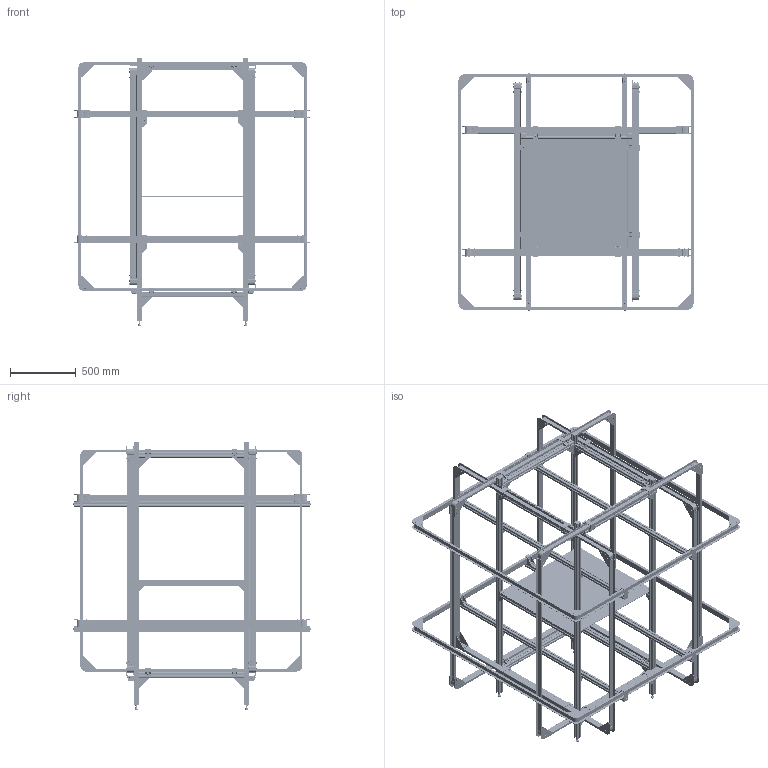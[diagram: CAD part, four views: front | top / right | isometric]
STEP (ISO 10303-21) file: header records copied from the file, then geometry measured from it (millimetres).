
FILE_DESCRIPTION(('HOOPS Exchange Step'),'2;1');
FILE_NAME('export-49B0D754-8AC3-4C7B-A584-61B7E4C72A3C.stp','2022-05-17T23:21:11+03:00',('othaa'),('Alibre'),'HOOPS Exchange 2020.1','Alibre','Unknown authorisation');
FILE_SCHEMA( ('AP242_MANAGED_MODEL_BASED_3D_ENGINEERING_MIM_LF {1 0 10303 442 1 1 4 }') );
Length unit declared in the file: millimetre
Products named in the file (37): profile vertical supports; Double profile (inner coil); Double profile (center coil); profile (center coil); profile (outer coil); profile caps; 40x40 corner; T-nut; M6; connection bolt; 40x40 (bolted parallel); 80x80 corner; 80x80 corner (bolted); Leg (bolt); Leg (nut); Leg (bottom foot); Leg (top foot); Leveling leg; Frame; Corner ground; Corner side; rivets; Corner; Inner channel; Inner coil; Middle channel; Middle coil; Outer channel; Outer coil; Bracket vertical coils; Connection bolt (for brackets); Bracket vertical coils (bolted); table; Bracket horizontal coils; M8; Bracket horizontal coils (bolted); Helmholtz
Assembly tree (155 placements, depth 5):
  Helmholtz
    Frame
      profile vertical supports  x4
      Double profile (inner coil)  x4
      Double profile (center coil)  x4
      profile (center coil)  x2
      profile (outer coil)  x4
      profile caps  x12
      40x40 (bolted parallel)  x12
        40x40 corner
        connection bolt
          T-nut
          M6
      80x80 corner (bolted)  x16
        80x80 corner
        connection bolt
          T-nut
          M6
      Leveling leg  x4
        Leg (bolt)
        Leg (nut)
        Leg (bottom foot)
        Leg (top foot)
    Inner coil  x2
      Corner
        Corner ground
        Corner side  x2
        rivets  x8
      Inner channel
    Middle coil  x2
      Corner
        Corner ground
        Corner side  x2
        rivets  x8
      Middle channel
    Outer coil  x2
      Corner
        Corner ground
        Corner side  x2
        rivets  x8
      Outer channel
    Bracket vertical coils (bolted)  x16
      Bracket vertical coils
      Connection bolt (for brackets)
        T-nut
        M6
    table
    Connection bolt (for brackets)  x4
      T-nut
      M6
    Bracket horizontal coils (bolted)  x8
      Bracket horizontal coils
      M8
      Connection bolt (for brackets)
        T-nut
        M6
Bounding box: 1788.4 x 1808.8 x 2041 mm (x, y, z)
Volume: 39495863.6 mm3; surface area: 20519622.5 mm2
Topology: 659 solids, 659 shells, 28724 faces, 77062 edges, 49840 vertices
Faces by surface type: cylinder 12410, plane 10158, cone 3372, bspline 1608, torus 816, sphere 360
Full cylindrical faces by diameter (mm): 4.2 x384, 6.5 x40, 6.7 x4, 7 x26, 8.5 x8
Entity records: 53682 total; most frequent: CARTESIAN_POINT 19207, ORIENTED_EDGE 7108, DIRECTION 7046, EDGE_CURVE 3554, AXIS2_PLACEMENT_3D 2458, VERTEX_POINT 2371, VECTOR 2130, LINE 2130
